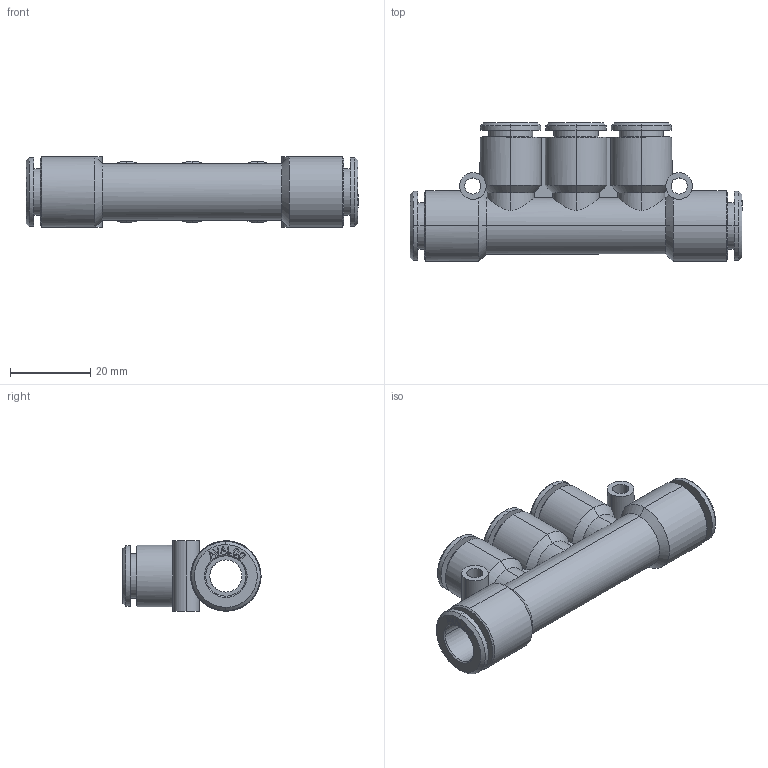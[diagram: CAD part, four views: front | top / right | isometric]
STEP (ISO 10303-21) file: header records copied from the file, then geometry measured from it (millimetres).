
FILE_DESCRIPTION(( 'RT.62.10.08.stp' ), '1');
FILE_NAME( 'RT.62.10.08.stp', '2021-02-22T15:53:31',( 'Sopra'),('sopra-pneumatic.com'), 'SwSTEP 2.0','SolidWorks 2009','' );
FILE_SCHEMA(('CONFIG_CONTROL_DESIGN'));
Length unit declared in the file: millimetre
Products named in the file (1): PR840-10-08
Bounding box: 82.5 x 34.33 x 17.5 mm (x, y, z)
Volume: 17510 mm3; surface area: 12719.3 mm2
Topology: 1 solids, 1 shells, 375 faces, 1410 edges, 1067 vertices
Faces by surface type: plane 258, cylinder 75, cone 42
Entity records: 15672 total; most frequent: CARTESIAN_POINT 4391, ORIENTED_EDGE 2820, DIRECTION 1658, EDGE_CURVE 1410, VERTEX_POINT 1067, VECTOR 756, LINE 756, AXIS2_PLACEMENT_3D 544
